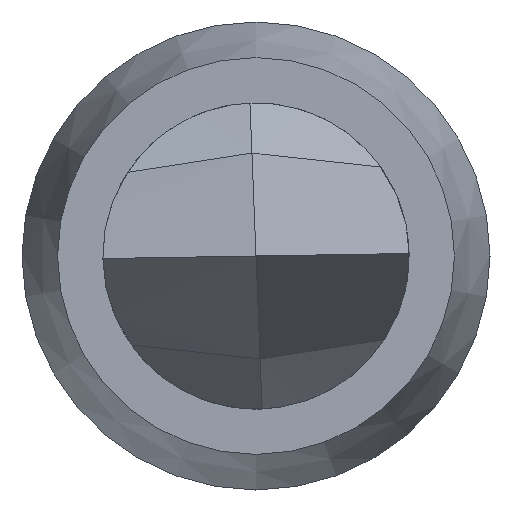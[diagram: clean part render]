
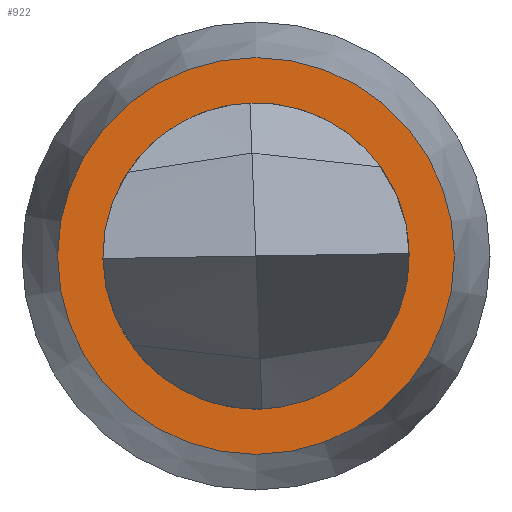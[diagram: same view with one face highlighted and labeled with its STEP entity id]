
A CAD part, left-side view. The second image highlights one B-rep face of the part: STEP entity #922.
In plain terms, the highlighted planar face has unit normal (-1, 0, 0).
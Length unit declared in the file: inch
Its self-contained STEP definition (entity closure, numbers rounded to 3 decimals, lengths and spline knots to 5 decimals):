
#23 = AXIS2_PLACEMENT_3D ( 'NONE', #977, #1372, #1402 ) ;
#69 = CARTESIAN_POINT ( 'NONE',  ( 0., 0., 0.0103 ) ) ;
#110 = ORIENTED_EDGE ( 'NONE', *, *, #1530, .T. ) ;
#188 = ORIENTED_EDGE ( 'NONE', *, *, #1725, .F. ) ;
#314 = AXIS2_PLACEMENT_3D ( 'NONE', #1690, #576, #740 ) ;
#368 = VERTEX_POINT ( 'NONE', #69 ) ;
#484 = CIRCLE ( 'NONE', #1306, 0.0103 ) ;
#576 = DIRECTION ( 'NONE',  ( -1., 0., 0. ) ) ;
#678 = EDGE_LOOP ( 'NONE', ( #188 ) ) ;
#740 = DIRECTION ( 'NONE',  ( 0., 0., -1. ) ) ;
#922 = ADVANCED_FACE ( 'NONE', ( #1096, #1478 ), #1593, .F. ) ;
#977 = CARTESIAN_POINT ( 'NONE',  ( 0., 0.0103, 0. ) ) ;
#1001 = DIRECTION ( 'NONE',  ( -1., 0., 0. ) ) ;
#1050 = CIRCLE ( 'NONE', #314, 0.00795 ) ;
#1096 = FACE_BOUND ( 'NONE', #678, .T. ) ;
#1304 = DIRECTION ( 'NONE',  ( 0., 0., 1. ) ) ;
#1306 = AXIS2_PLACEMENT_3D ( 'NONE', #1557, #1001, #1304 ) ;
#1372 = DIRECTION ( 'NONE',  ( 1., 0., 0. ) ) ;
#1402 = DIRECTION ( 'NONE',  ( 0., 0., -1. ) ) ;
#1478 = FACE_OUTER_BOUND ( 'NONE', #1639, .T. ) ;
#1530 = EDGE_CURVE ( 'NONE', #368, #368, #484, .T. ) ;
#1557 = CARTESIAN_POINT ( 'NONE',  ( 0., 0., 0. ) ) ;
#1593 = PLANE ( 'NONE',  #23 ) ;
#1639 = EDGE_LOOP ( 'NONE', ( #110 ) ) ;
#1690 = CARTESIAN_POINT ( 'NONE',  ( 0., 0., 0. ) ) ;
#1725 = EDGE_CURVE ( 'NONE', #1739, #1739, #1050, .T. ) ;
#1739 = VERTEX_POINT ( 'NONE', #1758 ) ;
#1758 = CARTESIAN_POINT ( 'NONE',  ( 0., 0., -0.00795 ) ) ;
